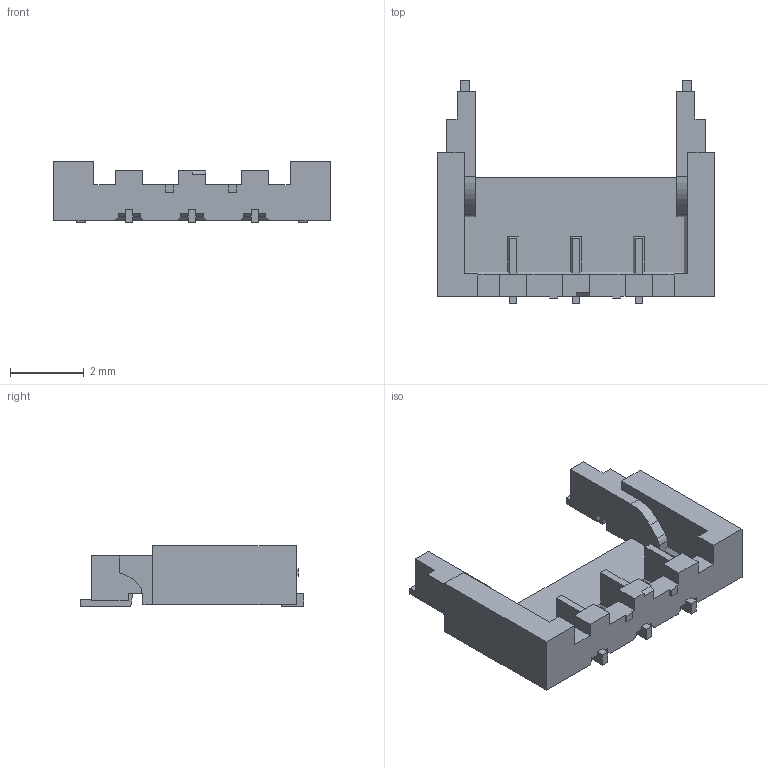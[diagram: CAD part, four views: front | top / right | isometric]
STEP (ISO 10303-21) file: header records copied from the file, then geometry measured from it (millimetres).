
FILE_DESCRIPTION(('CoCreate Modeling STEP Export'),'2;1');
FILE_NAME('DF65-3P-1.7V.stp','2014-10-10T 8:22:57',(''),(''),'CoCreate Modeling STEP processor for AP214 (Solid Model)','CoCreate Modeling 17.0 01-Apr-2010 (C) Parametric Technology GmbH','');
FILE_SCHEMA(('AUTOMOTIVE_DESIGN { 1 0 10303 214 1 1 1 1 }'));
Length unit declared in the file: millimetre
Products named in the file (1): DF65-3P-1.7V
Bounding box: 7.5 x 6.05 x 1.65 mm (x, y, z)
Volume: 20.7 mm3; surface area: 116.3 mm2
Topology: 1 solids, 1 shells, 158 faces, 450 edges, 294 vertices
Faces by surface type: plane 149, cylinder 7, extrusion 2
Entity records: 5056 total; most frequent: CARTESIAN_POINT 927, ORIENTED_EDGE 900, DIRECTION 776, EDGE_CURVE 450, VECTOR 434, LINE 432, VERTEX_POINT 294, AXIS2_PLACEMENT_3D 171
